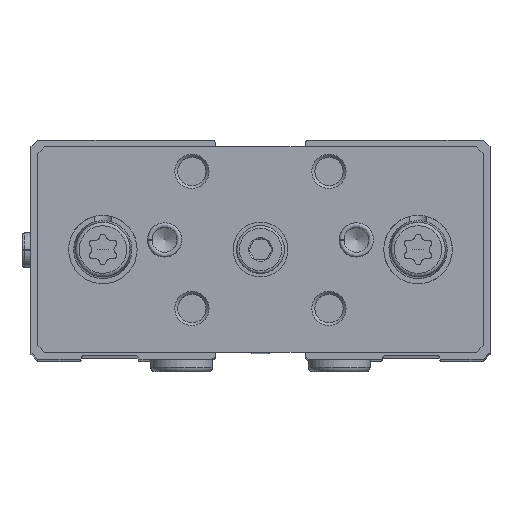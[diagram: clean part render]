
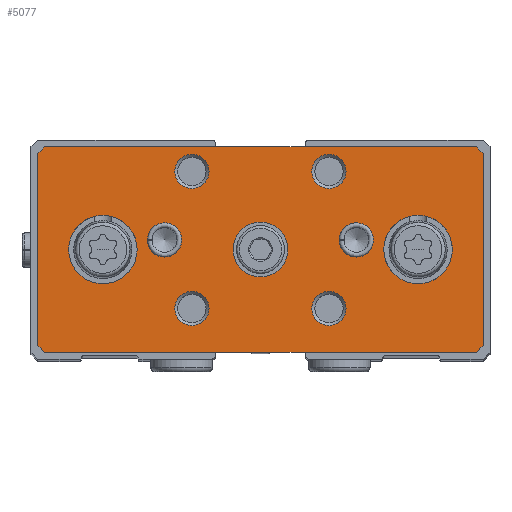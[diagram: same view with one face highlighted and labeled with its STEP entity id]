
A CAD part, top view. The second image highlights one B-rep face of the part: STEP entity #5077.
In plain terms, the highlighted face is planar.
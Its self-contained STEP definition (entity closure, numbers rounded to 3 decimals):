
#530=CIRCLE('',#5697,4.);
#531=CIRCLE('',#5698,5.);
#532=CIRCLE('',#5699,5.);
#533=CIRCLE('',#5700,2.5);
#534=CIRCLE('',#5701,2.5);
#535=CIRCLE('',#5702,2.5);
#536=CIRCLE('',#5703,2.5);
#537=CIRCLE('',#5704,2.5);
#538=CIRCLE('',#5705,2.5);
#1530=ORIENTED_EDGE('',*,*,#2411,.F.);
#1531=ORIENTED_EDGE('',*,*,#2412,.F.);
#1532=ORIENTED_EDGE('',*,*,#2413,.F.);
#1533=ORIENTED_EDGE('',*,*,#2414,.F.);
#1534=ORIENTED_EDGE('',*,*,#2415,.F.);
#1535=ORIENTED_EDGE('',*,*,#2416,.F.);
#1536=ORIENTED_EDGE('',*,*,#2417,.F.);
#1537=ORIENTED_EDGE('',*,*,#2418,.F.);
#1538=ORIENTED_EDGE('',*,*,#2419,.F.);
#1539=ORIENTED_EDGE('',*,*,#2378,.T.);
#1540=ORIENTED_EDGE('',*,*,#2382,.T.);
#1541=ORIENTED_EDGE('',*,*,#2385,.T.);
#1542=ORIENTED_EDGE('',*,*,#2388,.T.);
#1543=ORIENTED_EDGE('',*,*,#2391,.T.);
#1544=ORIENTED_EDGE('',*,*,#2394,.T.);
#1545=ORIENTED_EDGE('',*,*,#2399,.T.);
#1546=ORIENTED_EDGE('',*,*,#2402,.T.);
#2378=EDGE_CURVE('',#2939,#2940,#3290,.T.);
#2382=EDGE_CURVE('',#2940,#2943,#3294,.T.);
#2385=EDGE_CURVE('',#2943,#2945,#3297,.T.);
#2388=EDGE_CURVE('',#2945,#2947,#3300,.T.);
#2391=EDGE_CURVE('',#2947,#2949,#3303,.T.);
#2394=EDGE_CURVE('',#2949,#2951,#3306,.T.);
#2399=EDGE_CURVE('',#2951,#2955,#3309,.T.);
#2402=EDGE_CURVE('',#2955,#2939,#3312,.T.);
#2411=EDGE_CURVE('',#2964,#2964,#530,.T.);
#2412=EDGE_CURVE('',#2965,#2965,#531,.T.);
#2413=EDGE_CURVE('',#2966,#2966,#532,.T.);
#2414=EDGE_CURVE('',#2967,#2967,#533,.T.);
#2415=EDGE_CURVE('',#2968,#2968,#534,.T.);
#2416=EDGE_CURVE('',#2969,#2969,#535,.T.);
#2417=EDGE_CURVE('',#2970,#2970,#536,.T.);
#2418=EDGE_CURVE('',#2971,#2971,#537,.T.);
#2419=EDGE_CURVE('',#2972,#2972,#538,.T.);
#2939=VERTEX_POINT('',#8603);
#2940=VERTEX_POINT('',#8604);
#2943=VERTEX_POINT('',#8612);
#2945=VERTEX_POINT('',#8618);
#2947=VERTEX_POINT('',#8624);
#2949=VERTEX_POINT('',#8630);
#2951=VERTEX_POINT('',#8636);
#2955=VERTEX_POINT('',#8646);
#2964=VERTEX_POINT('',#8670);
#2965=VERTEX_POINT('',#8672);
#2966=VERTEX_POINT('',#8674);
#2967=VERTEX_POINT('',#8676);
#2968=VERTEX_POINT('',#8678);
#2969=VERTEX_POINT('',#8680);
#2970=VERTEX_POINT('',#8682);
#2971=VERTEX_POINT('',#8684);
#2972=VERTEX_POINT('',#8686);
#3290=LINE('',#8602,#3604);
#3294=LINE('',#8611,#3608);
#3297=LINE('',#8617,#3611);
#3300=LINE('',#8623,#3614);
#3303=LINE('',#8629,#3617);
#3306=LINE('',#8635,#3620);
#3309=LINE('',#8645,#3623);
#3312=LINE('',#8651,#3626);
#3604=VECTOR('',#6984,1000.);
#3608=VECTOR('',#6990,1000.);
#3611=VECTOR('',#6995,1000.);
#3614=VECTOR('',#7000,1000.);
#3617=VECTOR('',#7005,1000.);
#3620=VECTOR('',#7010,1000.);
#3623=VECTOR('',#7019,1000.);
#3626=VECTOR('',#7024,1000.);
#4047=EDGE_LOOP('',(#1530));
#4048=EDGE_LOOP('',(#1531));
#4049=EDGE_LOOP('',(#1532));
#4050=EDGE_LOOP('',(#1533));
#4051=EDGE_LOOP('',(#1534));
#4052=EDGE_LOOP('',(#1535));
#4053=EDGE_LOOP('',(#1536));
#4054=EDGE_LOOP('',(#1537));
#4055=EDGE_LOOP('',(#1538));
#4056=EDGE_LOOP('',(#1539,#1540,#1541,#1542,#1543,#1544,#1545,#1546));
#4562=FACE_BOUND('',#4047,.T.);
#4563=FACE_BOUND('',#4048,.T.);
#4564=FACE_BOUND('',#4049,.T.);
#4565=FACE_BOUND('',#4050,.T.);
#4566=FACE_BOUND('',#4051,.T.);
#4567=FACE_BOUND('',#4052,.T.);
#4568=FACE_BOUND('',#4053,.T.);
#4569=FACE_BOUND('',#4054,.T.);
#4570=FACE_BOUND('',#4055,.T.);
#4571=FACE_BOUND('',#4056,.T.);
#4823=PLANE('',#5696);
#5077=ADVANCED_FACE('',(#4562,#4563,#4564,#4565,#4566,#4567,#4568,#4569,
#4570,#4571),#4823,.T.);
#5696=AXIS2_PLACEMENT_3D('',#8668,#7042,#7043);
#5697=AXIS2_PLACEMENT_3D('',#8669,#7044,#7045);
#5698=AXIS2_PLACEMENT_3D('',#8671,#7046,#7047);
#5699=AXIS2_PLACEMENT_3D('',#8673,#7048,#7049);
#5700=AXIS2_PLACEMENT_3D('',#8675,#7050,#7051);
#5701=AXIS2_PLACEMENT_3D('',#8677,#7052,#7053);
#5702=AXIS2_PLACEMENT_3D('',#8679,#7054,#7055);
#5703=AXIS2_PLACEMENT_3D('',#8681,#7056,#7057);
#5704=AXIS2_PLACEMENT_3D('',#8683,#7058,#7059);
#5705=AXIS2_PLACEMENT_3D('',#8685,#7060,#7061);
#6984=DIRECTION('',(0.,-1.,0.));
#6990=DIRECTION('',(0.,-0.707,-0.707));
#6995=DIRECTION('',(0.,0.,-1.));
#7000=DIRECTION('',(0.,0.707,-0.707));
#7005=DIRECTION('',(0.,1.,0.));
#7010=DIRECTION('',(0.,0.707,0.707));
#7019=DIRECTION('',(0.,0.,1.));
#7024=DIRECTION('',(0.,-0.707,0.707));
#7042=DIRECTION('',(1.,0.,0.));
#7043=DIRECTION('',(0.,0.,-1.));
#7044=DIRECTION('',(1.,0.,0.));
#7045=DIRECTION('',(0.,1.,0.));
#7046=DIRECTION('',(1.,0.,0.));
#7047=DIRECTION('',(0.,0.,-1.));
#7048=DIRECTION('',(1.,0.,0.));
#7049=DIRECTION('',(0.,0.,-1.));
#7050=DIRECTION('',(1.,0.,0.));
#7051=DIRECTION('',(0.,0.,-1.));
#7052=DIRECTION('',(1.,0.,0.));
#7053=DIRECTION('',(0.,0.,-1.));
#7054=DIRECTION('',(1.,0.,0.));
#7055=DIRECTION('',(0.,0.,-1.));
#7056=DIRECTION('',(1.,0.,0.));
#7057=DIRECTION('',(0.,0.,-1.));
#7058=DIRECTION('',(1.,0.,0.));
#7059=DIRECTION('',(0.,0.,-1.));
#7060=DIRECTION('',(1.,0.,0.));
#7061=DIRECTION('',(0.,0.,-1.));
#8602=CARTESIAN_POINT('',(12.,14.,32.5));
#8603=CARTESIAN_POINT('',(12.,14.,32.5));
#8604=CARTESIAN_POINT('',(12.,-14.,32.5));
#8611=CARTESIAN_POINT('',(12.,-14.,32.5));
#8612=CARTESIAN_POINT('',(12.,-15.,31.5));
#8617=CARTESIAN_POINT('',(12.,-15.,31.5));
#8618=CARTESIAN_POINT('',(12.,-15.,-31.5));
#8623=CARTESIAN_POINT('',(12.,-15.,-31.5));
#8624=CARTESIAN_POINT('',(12.,-14.,-32.5));
#8629=CARTESIAN_POINT('',(12.,-14.,-32.5));
#8630=CARTESIAN_POINT('',(12.,14.,-32.5));
#8635=CARTESIAN_POINT('',(12.,14.,-32.5));
#8636=CARTESIAN_POINT('',(12.,15.,-31.5));
#8645=CARTESIAN_POINT('',(12.,15.,-31.5));
#8646=CARTESIAN_POINT('',(12.,15.,31.5));
#8651=CARTESIAN_POINT('',(12.,15.,31.5));
#8668=CARTESIAN_POINT('',(12.,0.,0.));
#8669=CARTESIAN_POINT('',(12.,0.,0.));
#8670=CARTESIAN_POINT('',(12.,4.,0.));
#8671=CARTESIAN_POINT('',(12.,0.,23.));
#8672=CARTESIAN_POINT('',(12.,0.,18.));
#8673=CARTESIAN_POINT('',(12.,0.,-23.));
#8674=CARTESIAN_POINT('',(12.,0.,-28.));
#8675=CARTESIAN_POINT('',(12.,1.4,14.));
#8676=CARTESIAN_POINT('',(12.,1.4,11.5));
#8677=CARTESIAN_POINT('',(12.,1.4,-14.));
#8678=CARTESIAN_POINT('',(12.,1.4,-16.5));
#8679=CARTESIAN_POINT('',(12.,11.4,-10.));
#8680=CARTESIAN_POINT('',(12.,11.4,-12.5));
#8681=CARTESIAN_POINT('',(12.,11.4,10.));
#8682=CARTESIAN_POINT('',(12.,11.4,7.5));
#8683=CARTESIAN_POINT('',(12.,-8.6,-10.));
#8684=CARTESIAN_POINT('',(12.,-8.6,-12.5));
#8685=CARTESIAN_POINT('',(12.,-8.6,10.));
#8686=CARTESIAN_POINT('',(12.,-8.6,7.5));
